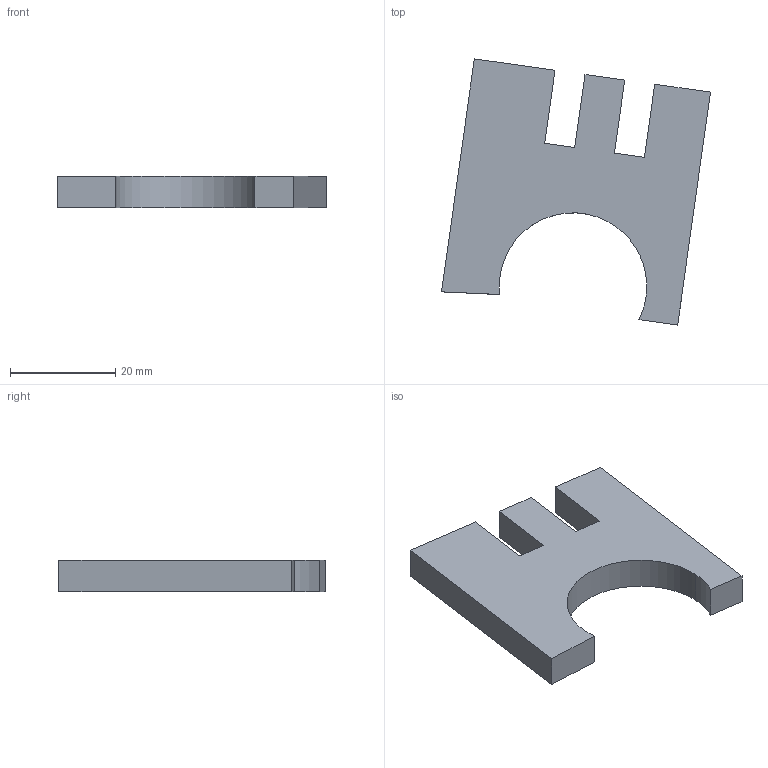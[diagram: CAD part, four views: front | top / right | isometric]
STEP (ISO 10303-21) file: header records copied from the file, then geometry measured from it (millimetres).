
FILE_DESCRIPTION (( 'STEP AP214' ), '1' );
FILE_NAME ('piecesupport_arriere_haut_finie.STEP', '2024-04-03T13:05:33', ( '' ), ( '' ), 'SwSTEP 2.0', 'SolidWorks 2022', '' );
FILE_SCHEMA (( 'AUTOMOTIVE_DESIGN' ));
Length unit declared in the file: millimetre
Products named in the file (1): piecesupport_arriere_haut_finie
Bounding box: 51.01 x 50.5 x 6 mm (x, y, z)
Volume: 8527.7 mm3; surface area: 4407.8 mm2
Topology: 1 solids, 1 shells, 18 faces, 48 edges, 32 vertices
Faces by surface type: plane 15, bspline 3
Entity records: 595 total; most frequent: CARTESIAN_POINT 138, ORIENTED_EDGE 96, DIRECTION 74, EDGE_CURVE 48, VECTOR 42, LINE 42, VERTEX_POINT 32, ADVANCED_FACE 18
